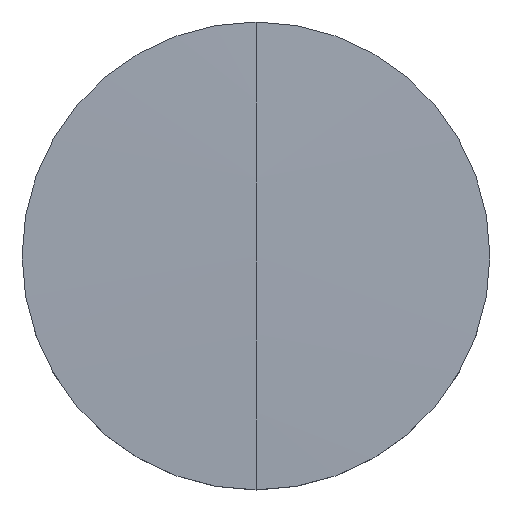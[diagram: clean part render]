
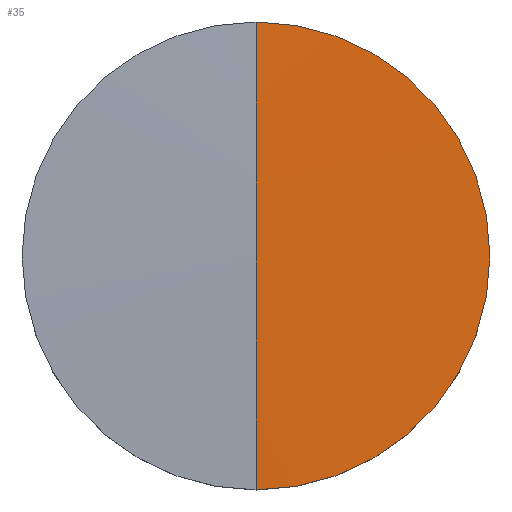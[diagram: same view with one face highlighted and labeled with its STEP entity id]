
A CAD part, top view. The second image highlights one B-rep face of the part: STEP entity #35.
In plain terms, the highlighted spherical face has radius 451.01 mm.
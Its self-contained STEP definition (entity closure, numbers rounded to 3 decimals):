
#1 = VERTEX_POINT ( 'NONE', #56 ) ;
#4 = VERTEX_POINT ( 'NONE', #47 ) ;
#5 = EDGE_CURVE ( 'NONE', #4, #1, #71, .T. ) ;
#12 = ORIENTED_EDGE ( 'NONE', *, *, #5, .F. ) ;
#17 = ORIENTED_EDGE ( 'NONE', *, *, #25, .T. ) ;
#19 = VERTEX_POINT ( 'NONE', #73 ) ;
#20 = ORIENTED_EDGE ( 'NONE', *, *, #27, .F. ) ;
#23 = EDGE_LOOP ( 'NONE', ( #20, #17, #12 ) ) ;
#25 = EDGE_CURVE ( 'NONE', #19, #1, #144, .T. ) ;
#27 = EDGE_CURVE ( 'NONE', #19, #4, #175, .T. ) ;
#35 = ADVANCED_FACE ( 'NONE', ( #94 ), #161, .T. ) ;
#47 = CARTESIAN_POINT ( 'NONE',  ( 0., 12.7, 1.821 ) ) ;
#56 = CARTESIAN_POINT ( 'NONE',  ( 0., -12.7, 1.821 ) ) ;
#67 = DIRECTION ( 'NONE',  ( 0., 1., 0. ) ) ;
#68 = DIRECTION ( 'NONE',  ( 0., 0., -1. ) ) ;
#69 = CARTESIAN_POINT ( 'NONE',  ( 0., 0., 1.821 ) ) ;
#70 = AXIS2_PLACEMENT_3D ( 'NONE', #69, #68, #67 ) ;
#71 = CIRCLE ( 'NONE', #70, 12.7 ) ;
#73 = CARTESIAN_POINT ( 'NONE',  ( 0., 0., 2. ) ) ;
#94 = FACE_OUTER_BOUND ( 'NONE', #23, .T. ) ;
#138 = AXIS2_PLACEMENT_3D ( 'NONE', #171, #170, #169 ) ;
#142 = CARTESIAN_POINT ( 'NONE',  ( 0., 0., -449.01 ) ) ;
#143 = AXIS2_PLACEMENT_3D ( 'NONE', #142, #173, #172 ) ;
#144 = CIRCLE ( 'NONE', #143, 451.01 ) ;
#161 = SPHERICAL_SURFACE ( 'NONE', #138, 451.01 ) ;
#169 = DIRECTION ( 'NONE',  ( 0., 1., 0. ) ) ;
#170 = DIRECTION ( 'NONE',  ( 1., 0., 0. ) ) ;
#171 = CARTESIAN_POINT ( 'NONE',  ( 0., 0., -449.01 ) ) ;
#172 = DIRECTION ( 'NONE',  ( 0., 1., 0. ) ) ;
#173 = DIRECTION ( 'NONE',  ( 1., 0., 0. ) ) ;
#175 = CIRCLE ( 'NONE', #185, 451.01 ) ;
#182 = DIRECTION ( 'NONE',  ( 0., 0., 1. ) ) ;
#183 = DIRECTION ( 'NONE',  ( -1., 0., 0. ) ) ;
#184 = CARTESIAN_POINT ( 'NONE',  ( 0., 0., -449.01 ) ) ;
#185 = AXIS2_PLACEMENT_3D ( 'NONE', #184, #183, #182 ) ;
